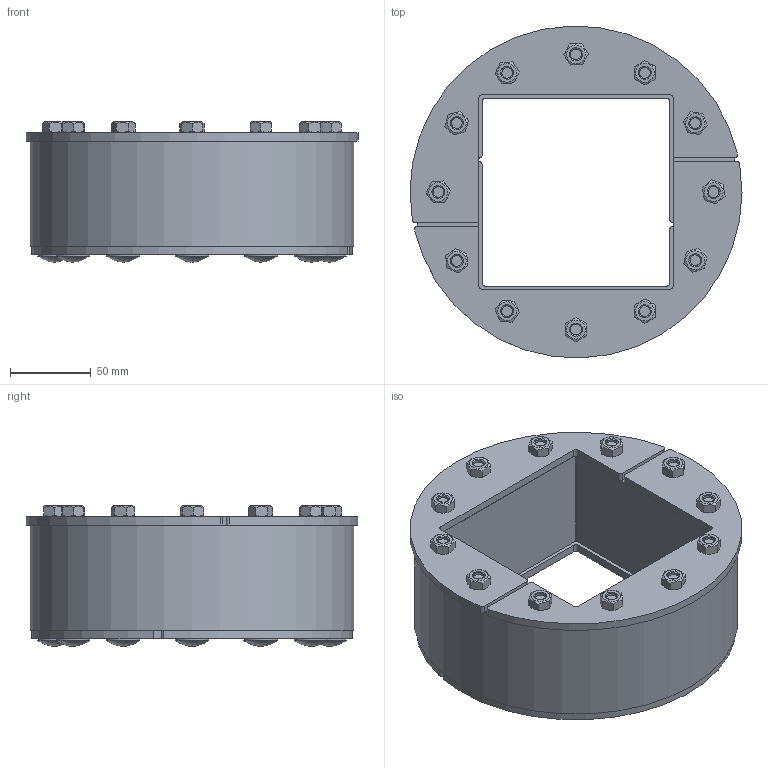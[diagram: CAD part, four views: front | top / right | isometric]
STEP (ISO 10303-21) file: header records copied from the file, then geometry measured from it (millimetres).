
FILE_DESCRIPTION((''),'2;1');
FILE_NAME('R200UG.stp','2014-02-07T10:54:45',('se-milkar'),(''),'Autodesk Inventor 2013','Autodesk Inventor 2013','');
FILE_SCHEMA(('CONFIG_CONTROL_DESIGN'));
Length unit declared in the file: millimetre
Products named in the file (6): 100-005193; 100-010754; 100-010758; 100-010849; 100-001228; 100-016058
Assembly tree (29 placements, depth 2):
  100-005193
    100-010754
    100-010758  x2
    100-010849  x2
    100-001228  x12
    100-016058  x12
Bounding box: 205 x 204.91 x 86.57 mm (x, y, z)
Volume: 1308235.8 mm3; surface area: 247439.4 mm2
Topology: 29 solids, 29 shells, 463 faces, 1071 edges, 678 vertices
Faces by surface type: plane 250, cone 108, cylinder 93, sphere 12
Full cylindrical faces by diameter (mm): 6.647 x12, 7 x12, 8 x12, 8.5 x12, 20.65 x12, 200 x1
Entity records: 3633 total; most frequent: CARTESIAN_POINT 621, DIRECTION 608, ORIENTED_EDGE 508, EDGE_CURVE 254, AXIS2_PLACEMENT_3D 231, EDGE_LOOP 188, VERTEX_POINT 184, VECTOR 146
